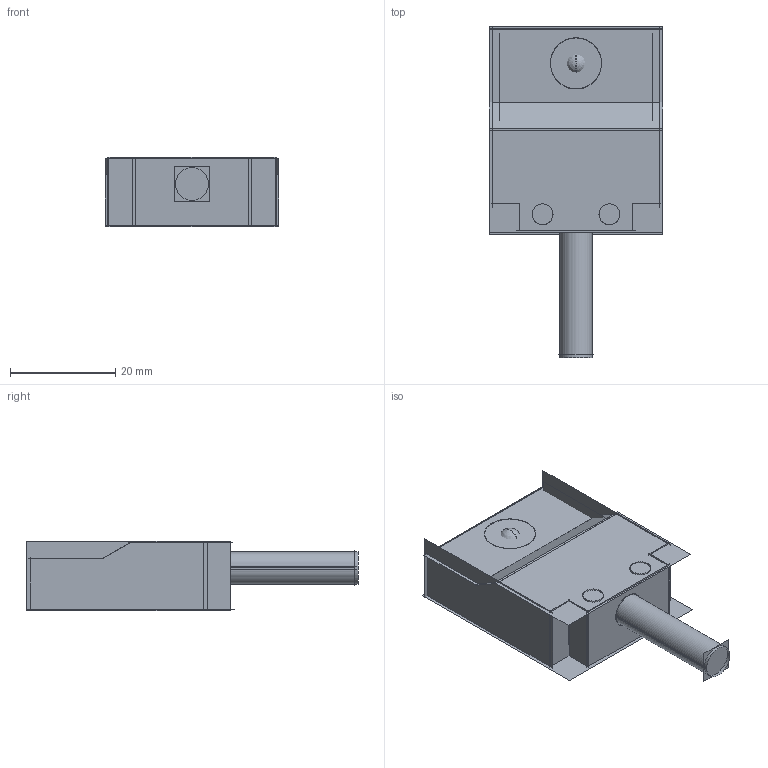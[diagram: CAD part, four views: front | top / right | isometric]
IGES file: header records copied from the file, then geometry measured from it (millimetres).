
Start section:  PTC IGES file: 215020.igs
Global section: file name: 215020.igs; native system: Creo Parametric by PTC Inc.; preprocessor: 2018300; author: pdmadmin; organization: Unknown; date: 20191104.134959; units: millimetre
Bounding box: 33.02 x 63.11 x 13.21 mm (x, y, z)
Volume: 4942.9 mm3; surface area: 35936.4 mm2
Topology: 4 solids, 4 shells, 158 faces, 744 edges, 919 vertices
Faces by surface type: bspline 100, revolution 58
